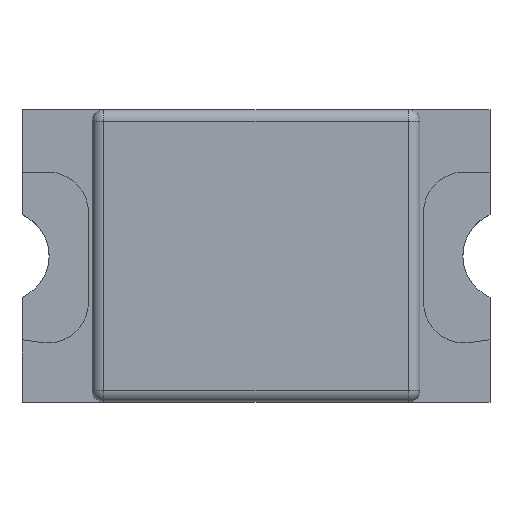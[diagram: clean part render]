
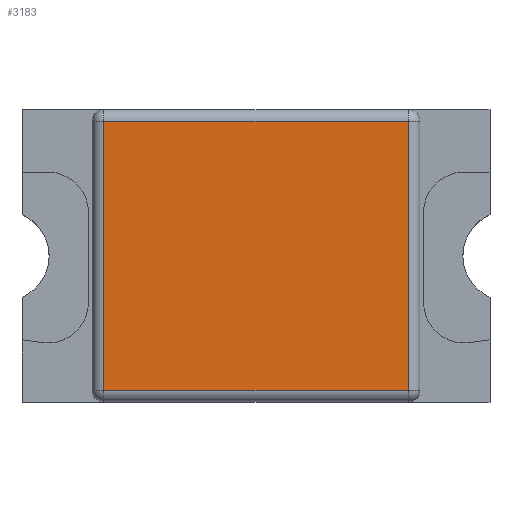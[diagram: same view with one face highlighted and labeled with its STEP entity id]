
A CAD part, top view. The second image highlights one B-rep face of the part: STEP entity #3183.
In plain terms, the highlighted planar face has unit normal (0, 0, 1).
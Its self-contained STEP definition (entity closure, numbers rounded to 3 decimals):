
#749=DIRECTION('',(-1.,0.,0.));
#750=VECTOR('',#749,1.3);
#751=CARTESIAN_POINT('',(0.65,0.575,0.8));
#752=LINE('',#751,#750);
#753=DIRECTION('',(0.,1.,0.));
#754=VECTOR('',#753,1.15);
#755=CARTESIAN_POINT('',(0.65,-0.575,0.8));
#756=LINE('',#755,#754);
#757=DIRECTION('',(1.,0.,0.));
#758=VECTOR('',#757,1.3);
#759=CARTESIAN_POINT('',(-0.65,-0.575,0.8));
#760=LINE('',#759,#758);
#761=DIRECTION('',(0.,-1.,0.));
#762=VECTOR('',#761,1.15);
#763=CARTESIAN_POINT('',(-0.65,0.575,0.8));
#764=LINE('',#763,#762);
#2199=CARTESIAN_POINT('',(0.65,0.575,0.8));
#2200=CARTESIAN_POINT('',(-0.65,0.575,0.8));
#2201=VERTEX_POINT('',#2199);
#2202=VERTEX_POINT('',#2200);
#2211=CARTESIAN_POINT('',(0.65,-0.575,0.8));
#2212=VERTEX_POINT('',#2211);
#2221=CARTESIAN_POINT('',(-0.65,-0.575,0.8));
#2222=VERTEX_POINT('',#2221);
#3170=CARTESIAN_POINT('',(0.,0.,0.8));
#3171=DIRECTION('',(0.,0.,1.));
#3172=DIRECTION('',(1.,0.,0.));
#3173=AXIS2_PLACEMENT_3D('',#3170,#3171,#3172);
#3174=PLANE('',#3173);
#3176=ORIENTED_EDGE('',*,*,#3175,.F.);
#3178=ORIENTED_EDGE('',*,*,#3177,.F.);
#3179=ORIENTED_EDGE('',*,*,#3115,.F.);
#3180=ORIENTED_EDGE('',*,*,#3153,.F.);
#3181=EDGE_LOOP('',(#3176,#3178,#3179,#3180));
#3182=FACE_OUTER_BOUND('',#3181,.F.);
#3183=ADVANCED_FACE('',(#3182),#3174,.T.);
#3115=EDGE_CURVE('',#2222,#2212,#760,.T.);
#3153=EDGE_CURVE('',#2202,#2222,#764,.T.);
#3175=EDGE_CURVE('',#2201,#2202,#752,.T.);
#3177=EDGE_CURVE('',#2212,#2201,#756,.T.);
